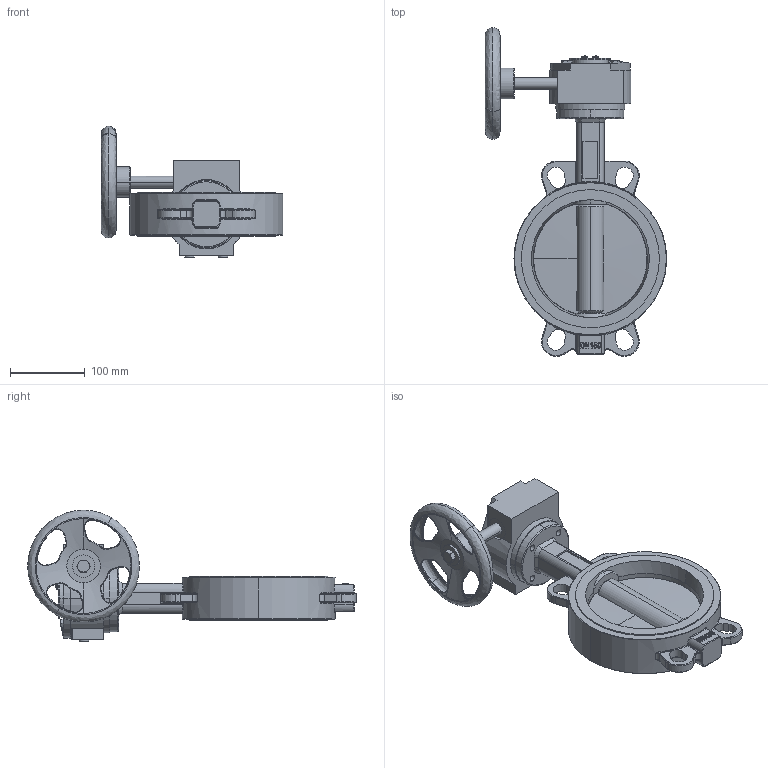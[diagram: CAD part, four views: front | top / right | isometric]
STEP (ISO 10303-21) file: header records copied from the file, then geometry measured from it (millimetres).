
FILE_DESCRIPTION (( 'STEP AP203' ), '1' );
FILE_NAME ('J9_DN150_gear.STEP', '2020-03-03T07:57:55', ( '' ), ( '' ), 'SwSTEP 2.0', 'SolidWorks 2017', '' );
FILE_SCHEMA (( 'CONFIG_CONTROL_DESIGN' ));
Products named in the file (1): J9_DN150_gear
Bounding box: 243.52 x 440.99 x 176.64 mm (x, y, z)
Volume: 2156446.3 mm3; surface area: 269018.4 mm2
Topology: 1 solids, 11 shells, 892 faces, 2240 edges, 1385 vertices
Faces by surface type: plane 302, cylinder 218, bspline 193, cone 112, torus 62, sphere 5
Entity records: 37185 total; most frequent: CARTESIAN_POINT 17072, ORIENTED_EDGE 4410, DIRECTION 3860, EDGE_CURVE 2205, AXIS2_PLACEMENT_3D 1485, VERTEX_POINT 1385, EDGE_LOOP 968, FACE_OUTER_BOUND 892
